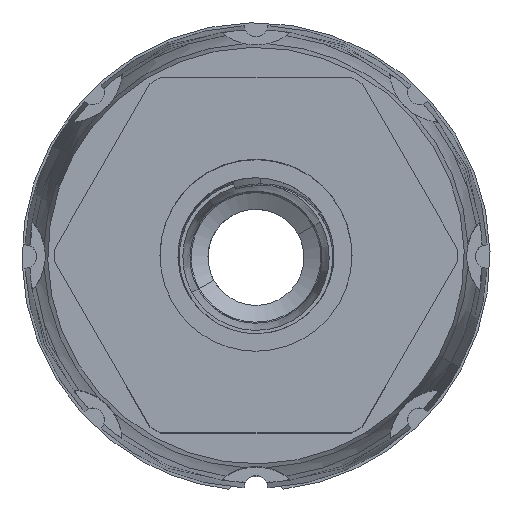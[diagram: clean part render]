
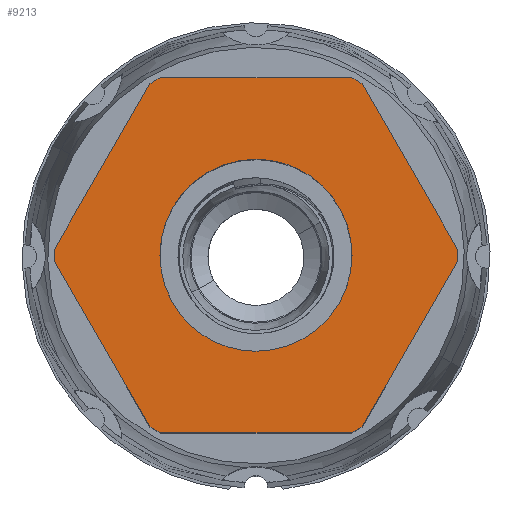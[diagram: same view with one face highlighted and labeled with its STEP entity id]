
A CAD part, top view. The second image highlights one B-rep face of the part: STEP entity #9213.
In plain terms, the highlighted planar face has unit normal (0, 0, 1).
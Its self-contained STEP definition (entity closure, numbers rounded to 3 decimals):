
#9035=AXIS2_PLACEMENT_3D('Circle Axis2P3D',#9033,#9034,$) ;
#9072=AXIS2_PLACEMENT_3D('Plane Axis2P3D',#9069,#9070,#9071) ;
#9083=AXIS2_PLACEMENT_3D('Circle Axis2P3D',#9081,#9082,$) ;
#9097=AXIS2_PLACEMENT_3D('Circle Axis2P3D',#9095,#9096,$) ;
#9111=AXIS2_PLACEMENT_3D('Circle Axis2P3D',#9109,#9110,$) ;
#9125=AXIS2_PLACEMENT_3D('Circle Axis2P3D',#9123,#9124,$) ;
#9139=AXIS2_PLACEMENT_3D('Circle Axis2P3D',#9137,#9138,$) ;
#9165=AXIS2_PLACEMENT_3D('Circle Axis2P3D',#9163,#9164,$) ;
#9174=AXIS2_PLACEMENT_3D('Circle Axis2P3D',#9172,#9173,$) ;
#9181=AXIS2_PLACEMENT_3D('Circle Axis2P3D',#9179,#9180,$) ;
#9188=AXIS2_PLACEMENT_3D('Circle Axis2P3D',#9186,#9187,$) ;
#9195=AXIS2_PLACEMENT_3D('Circle Axis2P3D',#9193,#9194,$) ;
#9202=AXIS2_PLACEMENT_3D('Circle Axis2P3D',#9200,#9201,$) ;
#9033=CARTESIAN_POINT('Axis2P3D Location',(9.75,9.68,75.35)) ;
#9037=CARTESIAN_POINT('Vertex',(5.329,16.822,75.35)) ;
#9039=CARTESIAN_POINT('Vertex',(5.775,17.08,75.35)) ;
#9069=CARTESIAN_POINT('Axis2P3D Location',(9.75,9.68,75.35)) ;
#9074=CARTESIAN_POINT('Line Origine',(3.341,13.38,75.35)) ;
#9078=CARTESIAN_POINT('Vertex',(1.354,9.938,75.35)) ;
#9081=CARTESIAN_POINT('Axis2P3D Location',(9.75,9.68,75.35)) ;
#9085=CARTESIAN_POINT('Vertex',(1.354,9.422,75.35)) ;
#9088=CARTESIAN_POINT('Line Origine',(3.341,5.98,75.35)) ;
#9092=CARTESIAN_POINT('Vertex',(5.329,2.538,75.35)) ;
#9095=CARTESIAN_POINT('Axis2P3D Location',(9.75,9.68,75.35)) ;
#9099=CARTESIAN_POINT('Vertex',(5.775,2.28,75.35)) ;
#9102=CARTESIAN_POINT('Line Origine',(9.75,2.28,75.35)) ;
#9106=CARTESIAN_POINT('Vertex',(13.725,2.28,75.35)) ;
#9109=CARTESIAN_POINT('Axis2P3D Location',(9.75,9.68,75.35)) ;
#9113=CARTESIAN_POINT('Vertex',(14.171,2.538,75.35)) ;
#9116=CARTESIAN_POINT('Line Origine',(16.159,5.98,75.35)) ;
#9120=CARTESIAN_POINT('Vertex',(18.146,9.422,75.35)) ;
#9123=CARTESIAN_POINT('Axis2P3D Location',(9.75,9.68,75.35)) ;
#9127=CARTESIAN_POINT('Vertex',(18.146,9.938,75.35)) ;
#9130=CARTESIAN_POINT('Line Origine',(16.159,13.38,75.35)) ;
#9134=CARTESIAN_POINT('Vertex',(14.171,16.822,75.35)) ;
#9137=CARTESIAN_POINT('Axis2P3D Location',(9.75,9.68,75.35)) ;
#9141=CARTESIAN_POINT('Vertex',(13.725,17.08,75.35)) ;
#9144=CARTESIAN_POINT('Line Origine',(9.75,17.08,75.35)) ;
#9163=CARTESIAN_POINT('Axis2P3D Location',(9.75,9.68,75.35)) ;
#9167=CARTESIAN_POINT('Vertex',(13.75,9.68,75.35)) ;
#9169=CARTESIAN_POINT('Vertex',(13.26,11.598,75.35)) ;
#9172=CARTESIAN_POINT('Axis2P3D Location',(9.75,9.68,75.35)) ;
#9176=CARTESIAN_POINT('Vertex',(9.75,5.68,75.35)) ;
#9179=CARTESIAN_POINT('Axis2P3D Location',(9.75,9.68,75.35)) ;
#9183=CARTESIAN_POINT('Vertex',(6.24,7.762,75.35)) ;
#9186=CARTESIAN_POINT('Axis2P3D Location',(9.75,9.68,75.35)) ;
#9190=CARTESIAN_POINT('Vertex',(5.75,9.68,75.35)) ;
#9193=CARTESIAN_POINT('Axis2P3D Location',(9.75,9.68,75.35)) ;
#9197=CARTESIAN_POINT('Vertex',(9.75,13.68,75.35)) ;
#9200=CARTESIAN_POINT('Axis2P3D Location',(9.75,9.68,75.35)) ;
#9034=DIRECTION('Axis2P3D Direction',(0.,-0.,-1.)) ;
#9070=DIRECTION('Axis2P3D Direction',(0.,-0.,-1.)) ;
#9071=DIRECTION('Axis2P3D XDirection',(0.,-1.,0.)) ;
#9075=DIRECTION('Vector Direction',(-0.5,-0.866,0.)) ;
#9082=DIRECTION('Axis2P3D Direction',(0.,-0.,-1.)) ;
#9089=DIRECTION('Vector Direction',(-0.5,0.866,0.)) ;
#9096=DIRECTION('Axis2P3D Direction',(0.,-0.,-1.)) ;
#9103=DIRECTION('Vector Direction',(-1.,0.,0.)) ;
#9110=DIRECTION('Axis2P3D Direction',(0.,-0.,-1.)) ;
#9117=DIRECTION('Vector Direction',(0.5,0.866,0.)) ;
#9124=DIRECTION('Axis2P3D Direction',(0.,-0.,-1.)) ;
#9131=DIRECTION('Vector Direction',(0.5,-0.866,0.)) ;
#9138=DIRECTION('Axis2P3D Direction',(0.,-0.,-1.)) ;
#9145=DIRECTION('Vector Direction',(1.,0.,0.)) ;
#9164=DIRECTION('Axis2P3D Direction',(0.,-0.,-1.)) ;
#9173=DIRECTION('Axis2P3D Direction',(0.,-0.,-1.)) ;
#9180=DIRECTION('Axis2P3D Direction',(0.,-0.,-1.)) ;
#9187=DIRECTION('Axis2P3D Direction',(0.,-0.,-1.)) ;
#9194=DIRECTION('Axis2P3D Direction',(0.,-0.,-1.)) ;
#9201=DIRECTION('Axis2P3D Direction',(0.,-0.,-1.)) ;
#9076=VECTOR('Line Direction',#9075,1.) ;
#9090=VECTOR('Line Direction',#9089,1.) ;
#9104=VECTOR('Line Direction',#9103,1.) ;
#9118=VECTOR('Line Direction',#9117,1.) ;
#9132=VECTOR('Line Direction',#9131,1.) ;
#9146=VECTOR('Line Direction',#9145,1.) ;
#9150=ORIENTED_EDGE('',*,*,#9041,.F.) ;
#9151=ORIENTED_EDGE('',*,*,#9080,.T.) ;
#9152=ORIENTED_EDGE('',*,*,#9087,.F.) ;
#9153=ORIENTED_EDGE('',*,*,#9094,.F.) ;
#9154=ORIENTED_EDGE('',*,*,#9101,.F.) ;
#9155=ORIENTED_EDGE('',*,*,#9108,.F.) ;
#9156=ORIENTED_EDGE('',*,*,#9115,.F.) ;
#9157=ORIENTED_EDGE('',*,*,#9122,.T.) ;
#9158=ORIENTED_EDGE('',*,*,#9129,.F.) ;
#9159=ORIENTED_EDGE('',*,*,#9136,.F.) ;
#9160=ORIENTED_EDGE('',*,*,#9143,.F.) ;
#9161=ORIENTED_EDGE('',*,*,#9148,.F.) ;
#9206=ORIENTED_EDGE('',*,*,#9171,.F.) ;
#9207=ORIENTED_EDGE('',*,*,#9178,.F.) ;
#9208=ORIENTED_EDGE('',*,*,#9185,.F.) ;
#9209=ORIENTED_EDGE('',*,*,#9192,.F.) ;
#9210=ORIENTED_EDGE('',*,*,#9199,.F.) ;
#9211=ORIENTED_EDGE('',*,*,#9204,.F.) ;
#9212=FACE_BOUND('',#9205,.T.) ;
#9213=ADVANCED_FACE('Hauptkoerper',(#9162,#9212),#9073,.F.) ;
#9036=CIRCLE('generated circle',#9035,8.4) ;
#9084=CIRCLE('generated circle',#9083,8.4) ;
#9098=CIRCLE('generated circle',#9097,8.4) ;
#9112=CIRCLE('generated circle',#9111,8.4) ;
#9126=CIRCLE('generated circle',#9125,8.4) ;
#9140=CIRCLE('generated circle',#9139,8.4) ;
#9166=CIRCLE('generated circle',#9165,4.) ;
#9175=CIRCLE('generated circle',#9174,4.) ;
#9182=CIRCLE('generated circle',#9181,4.) ;
#9189=CIRCLE('generated circle',#9188,4.) ;
#9196=CIRCLE('generated circle',#9195,4.) ;
#9203=CIRCLE('generated circle',#9202,4.) ;
#9041=EDGE_CURVE('',#9038,#9040,#9036,.T.) ;
#9080=EDGE_CURVE('',#9038,#9079,#9077,.T.) ;
#9087=EDGE_CURVE('',#9086,#9079,#9084,.T.) ;
#9094=EDGE_CURVE('',#9093,#9086,#9091,.T.) ;
#9101=EDGE_CURVE('',#9100,#9093,#9098,.T.) ;
#9108=EDGE_CURVE('',#9107,#9100,#9105,.T.) ;
#9115=EDGE_CURVE('',#9114,#9107,#9112,.T.) ;
#9122=EDGE_CURVE('',#9114,#9121,#9119,.T.) ;
#9129=EDGE_CURVE('',#9128,#9121,#9126,.T.) ;
#9136=EDGE_CURVE('',#9135,#9128,#9133,.T.) ;
#9143=EDGE_CURVE('',#9142,#9135,#9140,.T.) ;
#9148=EDGE_CURVE('',#9040,#9142,#9147,.T.) ;
#9171=EDGE_CURVE('',#9168,#9170,#9166,.F.) ;
#9178=EDGE_CURVE('',#9177,#9168,#9175,.F.) ;
#9185=EDGE_CURVE('',#9184,#9177,#9182,.F.) ;
#9192=EDGE_CURVE('',#9191,#9184,#9189,.F.) ;
#9199=EDGE_CURVE('',#9198,#9191,#9196,.F.) ;
#9204=EDGE_CURVE('',#9170,#9198,#9203,.F.) ;
#9149=EDGE_LOOP('',(#9150,#9151,#9152,#9153,#9154,#9155,#9156,#9157,#9158,#9159,#9160,#9161)) ;
#9205=EDGE_LOOP('',(#9206,#9207,#9208,#9209,#9210,#9211)) ;
#9162=FACE_OUTER_BOUND('',#9149,.T.) ;
#9077=LINE('Line',#9074,#9076) ;
#9091=LINE('Line',#9088,#9090) ;
#9105=LINE('Line',#9102,#9104) ;
#9119=LINE('Line',#9116,#9118) ;
#9133=LINE('Line',#9130,#9132) ;
#9147=LINE('Line',#9144,#9146) ;
#9073=PLANE('',#9072) ;
#9038=VERTEX_POINT('',#9037) ;
#9040=VERTEX_POINT('',#9039) ;
#9079=VERTEX_POINT('',#9078) ;
#9086=VERTEX_POINT('',#9085) ;
#9093=VERTEX_POINT('',#9092) ;
#9100=VERTEX_POINT('',#9099) ;
#9107=VERTEX_POINT('',#9106) ;
#9114=VERTEX_POINT('',#9113) ;
#9121=VERTEX_POINT('',#9120) ;
#9128=VERTEX_POINT('',#9127) ;
#9135=VERTEX_POINT('',#9134) ;
#9142=VERTEX_POINT('',#9141) ;
#9168=VERTEX_POINT('',#9167) ;
#9170=VERTEX_POINT('',#9169) ;
#9177=VERTEX_POINT('',#9176) ;
#9184=VERTEX_POINT('',#9183) ;
#9191=VERTEX_POINT('',#9190) ;
#9198=VERTEX_POINT('',#9197) ;
